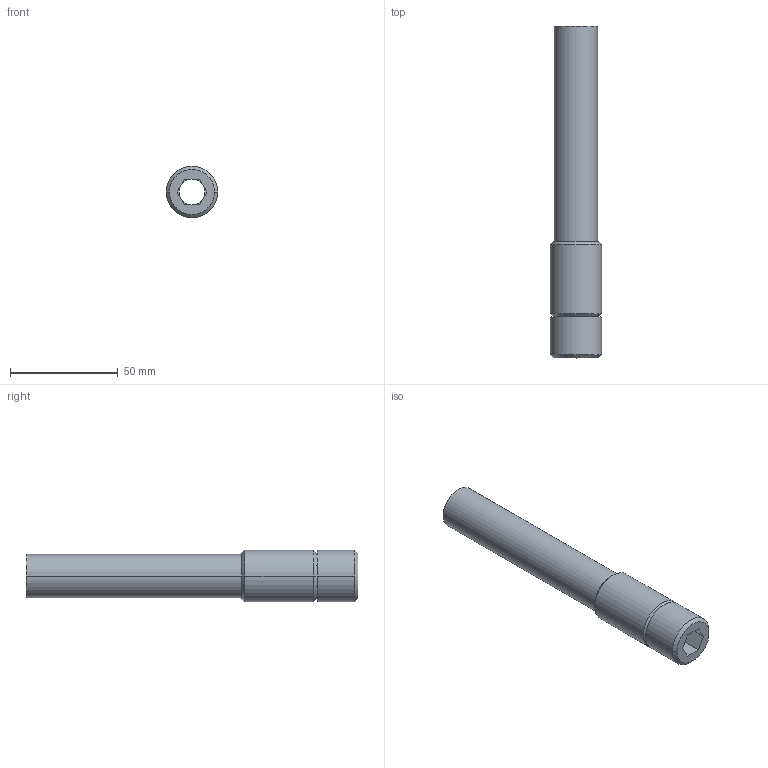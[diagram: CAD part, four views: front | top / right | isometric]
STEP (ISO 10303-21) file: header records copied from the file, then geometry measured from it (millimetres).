
FILE_DESCRIPTION((''),'2;1');
FILE_NAME('2RPHL24_G__BO0','2019-10-29T16:17:39',('kim.bk'),(''),'CREO PARAMETRIC BY PTC INC, 2019010','CREO PARAMETRIC BY PTC INC, 2019010','');
FILE_SCHEMA(('CONFIG_CONTROL_DESIGN'));
Length unit declared in the file: millimetre
Products named in the file (1): 2RPHL24_G__BO0
Bounding box: 24 x 154 x 24 mm (x, y, z)
Volume: 37721.7 mm3; surface area: 17950.4 mm2
Topology: 2 solids, 2 shells, 51 faces, 114 edges, 70 vertices
Faces by surface type: plane 31, cylinder 10, cone 10
Entity records: 1454 total; most frequent: DIRECTION 262, CARTESIAN_POINT 235, ORIENTED_EDGE 228, EDGE_CURVE 114, AXIS2_PLACEMENT_3D 97, VERTEX_POINT 70, VECTOR 68, LINE 68
